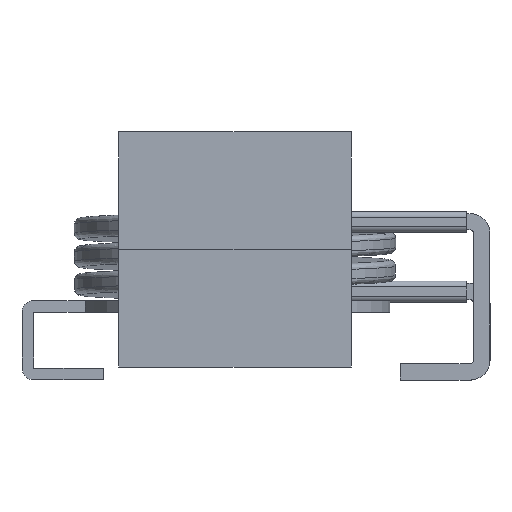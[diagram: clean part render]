
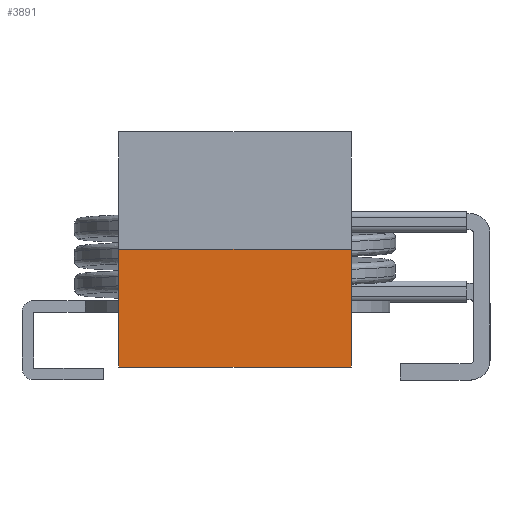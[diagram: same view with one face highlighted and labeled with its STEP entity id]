
A CAD part, left-side view. The second image highlights one B-rep face of the part: STEP entity #3891.
In plain terms, the highlighted planar face has unit normal (-1, 0, 0).
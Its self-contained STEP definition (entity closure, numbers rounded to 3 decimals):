
#339=LINE('',#6920,#616);
#342=LINE('',#6926,#619);
#343=LINE('',#6928,#620);
#344=LINE('',#6930,#621);
#616=VECTOR('',#5960,1000.);
#619=VECTOR('',#5965,1000.);
#620=VECTOR('',#5966,1000.);
#621=VECTOR('',#5967,1000.);
#898=ORIENTED_EDGE('',*,*,#2081,.F.);
#899=ORIENTED_EDGE('',*,*,#2084,.F.);
#900=ORIENTED_EDGE('',*,*,#2085,.T.);
#901=ORIENTED_EDGE('',*,*,#2086,.T.);
#2081=EDGE_CURVE('',#2674,#2675,#339,.T.);
#2084=EDGE_CURVE('',#2677,#2674,#342,.T.);
#2085=EDGE_CURVE('',#2677,#2678,#343,.T.);
#2086=EDGE_CURVE('',#2678,#2675,#344,.T.);
#2674=VERTEX_POINT('',#6919);
#2675=VERTEX_POINT('',#6921);
#2677=VERTEX_POINT('',#6927);
#2678=VERTEX_POINT('',#6929);
#3181=EDGE_LOOP('',(#898,#899,#900,#901));
#3462=FACE_BOUND('',#3181,.T.);
#3743=PLANE('',#5610);
#3891=ADVANCED_FACE('',(#3462),#3743,.T.);
#5610=AXIS2_PLACEMENT_3D('',#6925,#5963,#5964);
#5960=DIRECTION('',(0.,-1.,0.));
#5963=DIRECTION('',(-1.,0.,0.));
#5964=DIRECTION('',(0.,0.,1.));
#5965=DIRECTION('',(0.,0.,1.));
#5966=DIRECTION('',(0.,-1.,0.));
#5967=DIRECTION('',(0.,0.,1.));
#6919=CARTESIAN_POINT('',(-9.,5.,0.));
#6920=CARTESIAN_POINT('',(-9.,5.,0.));
#6921=CARTESIAN_POINT('',(-9.,-5.,0.));
#6925=CARTESIAN_POINT('',(-9.,5.,-5.05));
#6926=CARTESIAN_POINT('',(-9.,5.,-5.05));
#6927=CARTESIAN_POINT('',(-9.,5.,-5.05));
#6928=CARTESIAN_POINT('',(-9.,5.,-5.05));
#6929=CARTESIAN_POINT('',(-9.,-5.,-5.05));
#6930=CARTESIAN_POINT('',(-9.,-5.,-5.05));
